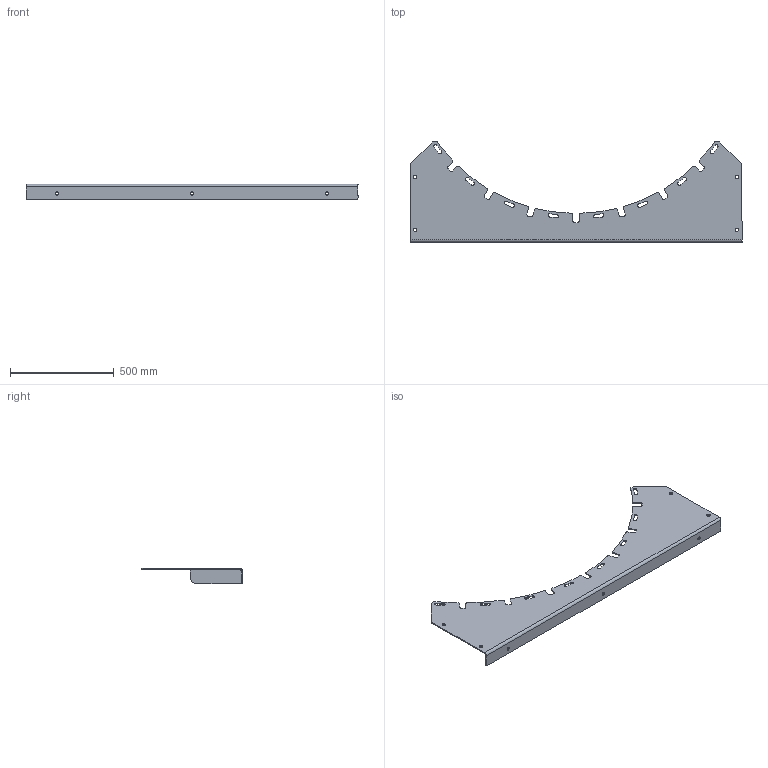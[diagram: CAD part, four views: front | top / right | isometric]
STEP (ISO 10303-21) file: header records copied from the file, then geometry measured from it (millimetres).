
FILE_DESCRIPTION (( 'STEP AP203' ), '1' );
FILE_NAME ('1ST1600_CCst 160.STEP', '2022-02-24T08:53:51', ( '' ), ( '' ), 'SwSTEP 2.0', 'SolidWorks 2018', '' );
FILE_SCHEMA (( 'CONFIG_CONTROL_DESIGN' ));
Length unit declared in the file: millimetre
Products named in the file (1): 1ST1600_CCst 160
Bounding box: 1600 x 485 x 75 mm (x, y, z)
Volume: 2886750.6 mm3; surface area: 1195188.3 mm2
Topology: 5 solids, 5 shells, 190 faces, 532 edges, 352 vertices
Faces by surface type: cylinder 126, plane 64
Entity records: 6353 total; most frequent: DIRECTION 1166, CARTESIAN_POINT 1075, ORIENTED_EDGE 1064, EDGE_CURVE 532, AXIS2_PLACEMENT_3D 443, VERTEX_POINT 352, LINE 280, VECTOR 280
